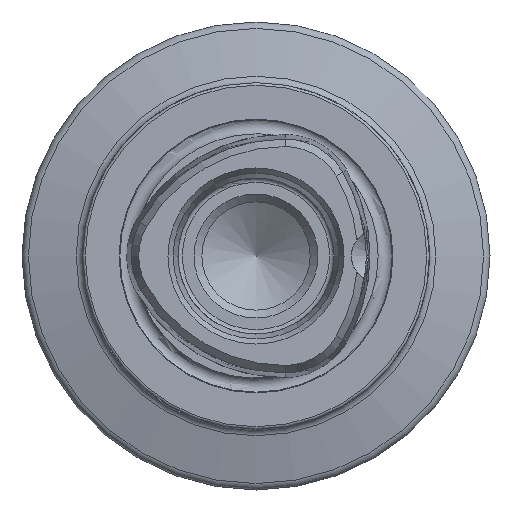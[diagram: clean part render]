
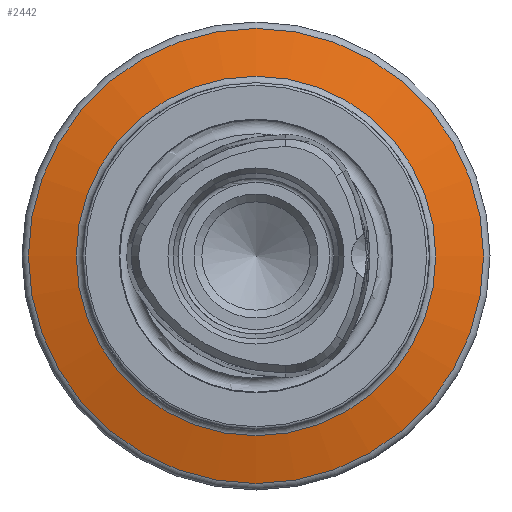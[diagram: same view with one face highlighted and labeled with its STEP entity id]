
A CAD part, left-side view. The second image highlights one B-rep face of the part: STEP entity #2442.
In plain terms, the highlighted conical face has half-angle 75 degrees and reference radius 26.259 mm.
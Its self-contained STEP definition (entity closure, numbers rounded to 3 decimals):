
#1 = DIRECTION ( 'NONE',  ( 1., 0., 0. ) ) ;
#36 = EDGE_LOOP ( 'NONE', ( #600 ) ) ;
#132 = DIRECTION ( 'NONE',  ( 0., 0., -1. ) ) ;
#171 = CARTESIAN_POINT ( 'NONE',  ( 24.677, 0., -26.259 ) ) ;
#179 = AXIS2_PLACEMENT_3D ( 'NONE', #861, #1853, #2099 ) ;
#345 = EDGE_LOOP ( 'NONE', ( #1833 ) ) ;
#600 = ORIENTED_EDGE ( 'NONE', *, *, #1429, .T. ) ;
#649 = CARTESIAN_POINT ( 'NONE',  ( 24.677, 0., 0. ) ) ;
#861 = CARTESIAN_POINT ( 'NONE',  ( 23.199, 0., 0. ) ) ;
#913 = CIRCLE ( 'NONE', #179, 20.741 ) ;
#947 = FACE_OUTER_BOUND ( 'NONE', #345, .T. ) ;
#1015 = VERTEX_POINT ( 'NONE', #2829 ) ;
#1058 = FACE_BOUND ( 'NONE', #36, .T. ) ;
#1095 = AXIS2_PLACEMENT_3D ( 'NONE', #1945, #1, #2941 ) ;
#1429 = EDGE_CURVE ( 'NONE', #1015, #1015, #913, .T. ) ;
#1593 = DIRECTION ( 'NONE',  ( 1., 0., 0. ) ) ;
#1813 = CIRCLE ( 'NONE', #1095, 26.259 ) ;
#1833 = ORIENTED_EDGE ( 'NONE', *, *, #2188, .F. ) ;
#1853 = DIRECTION ( 'NONE',  ( 1., 0., 0. ) ) ;
#1945 = CARTESIAN_POINT ( 'NONE',  ( 24.677, 0., 0. ) ) ;
#1974 = AXIS2_PLACEMENT_3D ( 'NONE', #649, #1593, #132 ) ;
#2099 = DIRECTION ( 'NONE',  ( 0., 0., -1. ) ) ;
#2117 = CONICAL_SURFACE ( 'NONE', #1974, 26.259, 1.309 ) ;
#2188 = EDGE_CURVE ( 'NONE', #2223, #2223, #1813, .T. ) ;
#2223 = VERTEX_POINT ( 'NONE', #171 ) ;
#2442 = ADVANCED_FACE ( 'NONE', ( #1058, #947 ), #2117, .T. ) ;
#2829 = CARTESIAN_POINT ( 'NONE',  ( 23.199, 0., -20.741 ) ) ;
#2941 = DIRECTION ( 'NONE',  ( 0., 0., -1. ) ) ;
